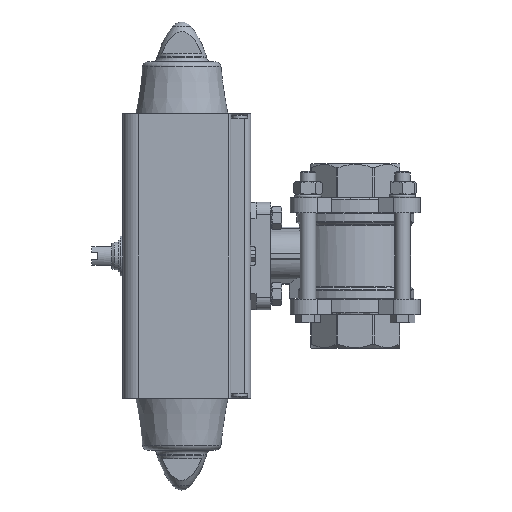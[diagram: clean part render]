
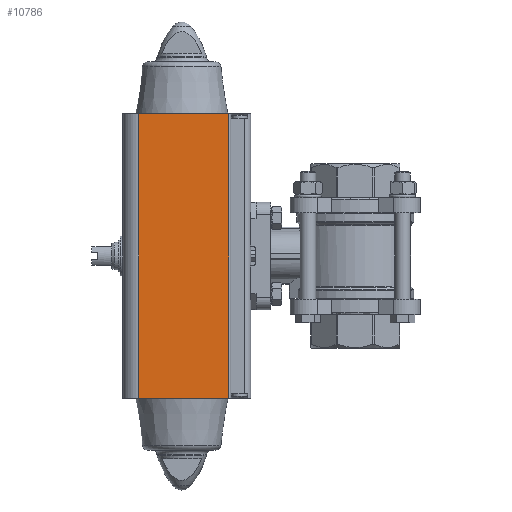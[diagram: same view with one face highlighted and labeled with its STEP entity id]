
A CAD part, left-side view. The second image highlights one B-rep face of the part: STEP entity #10786.
In plain terms, the highlighted planar face has unit normal (-1, 0, 0).
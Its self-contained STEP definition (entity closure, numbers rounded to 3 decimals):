
#3126=ORIENTED_EDGE('',*,*,#5081,.T.);
#3127=ORIENTED_EDGE('',*,*,#5082,.F.);
#3128=ORIENTED_EDGE('',*,*,#5083,.F.);
#3129=ORIENTED_EDGE('',*,*,#5084,.T.);
#5081=EDGE_CURVE('',#6219,#6220,#7086,.T.);
#5082=EDGE_CURVE('',#6221,#6220,#7087,.T.);
#5083=EDGE_CURVE('',#6222,#6221,#7088,.T.);
#5084=EDGE_CURVE('',#6222,#6219,#7089,.T.);
#6219=VERTEX_POINT('',#18371);
#6220=VERTEX_POINT('',#18372);
#6221=VERTEX_POINT('',#18374);
#6222=VERTEX_POINT('',#18376);
#7086=LINE('',#18370,#7899);
#7087=LINE('',#18373,#7900);
#7088=LINE('',#18375,#7901);
#7089=LINE('',#18377,#7902);
#7899=VECTOR('',#14336,1000.);
#7900=VECTOR('',#14337,1000.);
#7901=VECTOR('',#14338,1000.);
#7902=VECTOR('',#14339,1000.);
#8722=EDGE_LOOP('',(#3126,#3127,#3128,#3129));
#9630=FACE_BOUND('',#8722,.T.);
#10227=PLANE('',#11870);
#10786=ADVANCED_FACE('',(#9630),#10227,.F.);
#11870=AXIS2_PLACEMENT_3D('',#18369,#14334,#14335);
#14334=DIRECTION('',(1.,0.,0.));
#14335=DIRECTION('',(0.,0.,-1.));
#14336=DIRECTION('',(0.,-1.,0.));
#14337=DIRECTION('',(0.,0.,-1.));
#14338=DIRECTION('',(0.,-1.,0.));
#14339=DIRECTION('',(0.,0.,-1.));
#18369=CARTESIAN_POINT('',(-38.5,28.1,92.65));
#18370=CARTESIAN_POINT('',(-38.5,28.1,-92.65));
#18371=CARTESIAN_POINT('',(-38.5,28.1,-92.65));
#18372=CARTESIAN_POINT('',(-38.5,-30.616,-92.65));
#18373=CARTESIAN_POINT('',(-38.5,-30.616,92.65));
#18374=CARTESIAN_POINT('',(-38.5,-30.616,92.65));
#18375=CARTESIAN_POINT('',(-38.5,28.1,92.65));
#18376=CARTESIAN_POINT('',(-38.5,28.1,92.65));
#18377=CARTESIAN_POINT('',(-38.5,28.1,92.65));
